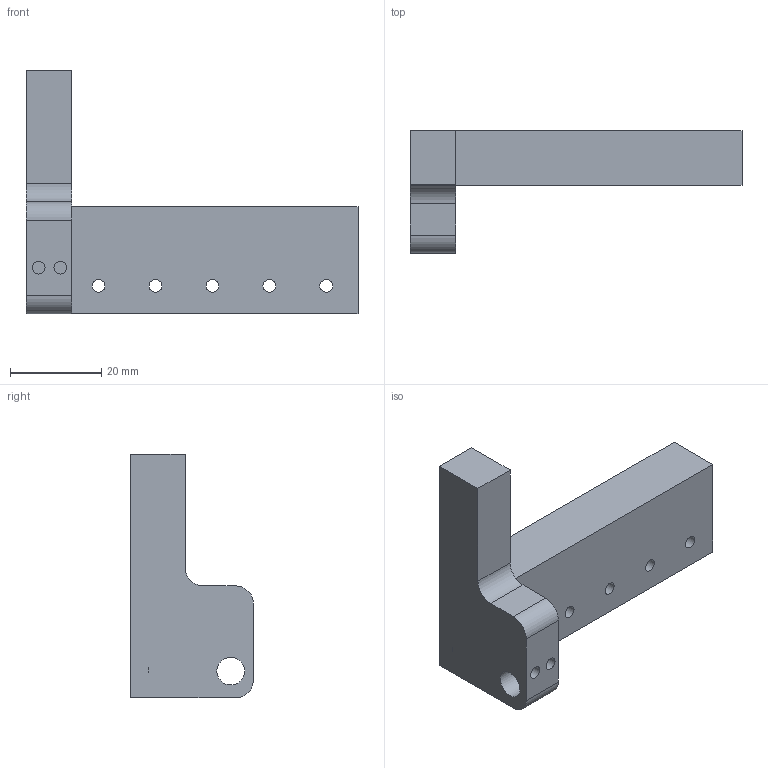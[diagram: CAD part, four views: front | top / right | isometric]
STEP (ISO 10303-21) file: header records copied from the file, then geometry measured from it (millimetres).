
FILE_DESCRIPTION(/* description */ (''),/* implementation_level */ '2;1');
FILE_NAME(/* name */ '30_cellSTORM_UC2_Laser_slider_MIR.ipt.step',/* time_stamp */ '2022-11-29T08:14:14+01:00',/* author */ ('diederichbenedict'),/* organization */ (''),/* preprocessor_version */ 'ST-DEVELOPER v18.1',/* originating_system */ 'Autodesk Inventor 2022',/* authorisation */ '');
FILE_SCHEMA (('AUTOMOTIVE_DESIGN { 1 0 10303 214 3 1 1 }'));
Length unit declared in the file: millimetre
Products named in the file (1): 30_cellSTORM_UC2_Laser_slider_MIR
Bounding box: 72.92 x 27 x 53.55 mm (x, y, z)
Volume: 26296.2 mm3; surface area: 9287.7 mm2
Topology: 1 solids, 1 shells, 38 faces, 87 edges, 58 vertices
Faces by surface type: plane 20, cylinder 18
Full cylindrical faces by diameter (mm): 2.8 x8, 6.1 x1, 6.5 x6
Entity records: 1236 total; most frequent: CARTESIAN_POINT 268, DIRECTION 197, ORIENTED_EDGE 174, EDGE_CURVE 87, AXIS2_PLACEMENT_3D 75, EDGE_LOOP 61, VERTEX_POINT 58, LINE 47
